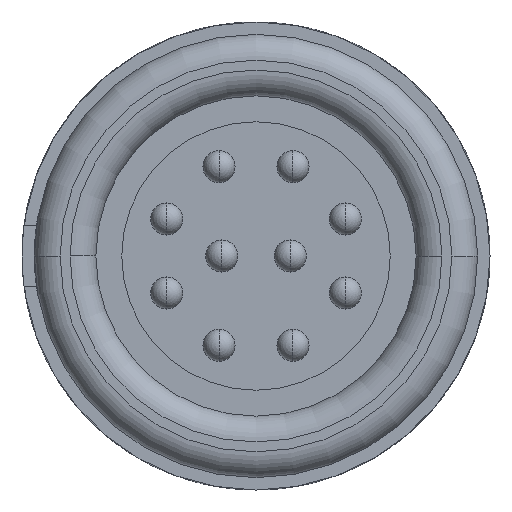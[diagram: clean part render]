
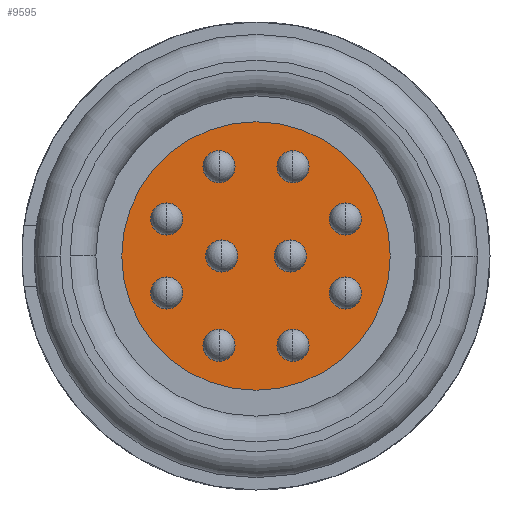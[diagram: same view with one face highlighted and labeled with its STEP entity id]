
A CAD part, left-side view. The second image highlights one B-rep face of the part: STEP entity #9595.
In plain terms, the highlighted planar face has unit normal (-1, 0, 0).
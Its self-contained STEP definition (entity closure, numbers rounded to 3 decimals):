
#2561=CARTESIAN_POINT('',(-2.1,0.,0.));
#2562=DIRECTION('',(-1.,0.,0.));
#2563=DIRECTION('',(0.,1.,0.));
#2564=AXIS2_PLACEMENT_3D('',#2561,#2562,#2563);
#2579=CARTESIAN_POINT('',(-2.1,0.,0.));
#2580=DIRECTION('',(-1.,0.,0.));
#2581=DIRECTION('',(0.,-1.,0.));
#2582=AXIS2_PLACEMENT_3D('',#2579,#2580,#2581);
#4667=CARTESIAN_POINT('',(-2.1,1.502,-3.626));
#4668=DIRECTION('',(-1.,0.,0.));
#4669=DIRECTION('',(0.,0.,1.));
#4670=AXIS2_PLACEMENT_3D('',#4667,#4668,#4669);
#4672=CARTESIAN_POINT('',(-2.1,1.502,-3.626));
#4673=DIRECTION('',(-1.,0.,0.));
#4674=DIRECTION('',(0.,0.,-1.));
#4675=AXIS2_PLACEMENT_3D('',#4672,#4673,#4674);
#4677=CARTESIAN_POINT('',(-2.1,3.626,-1.502));
#4678=DIRECTION('',(-1.,0.,0.));
#4679=DIRECTION('',(0.,0.,1.));
#4680=AXIS2_PLACEMENT_3D('',#4677,#4678,#4679);
#4682=CARTESIAN_POINT('',(-2.1,3.626,-1.502));
#4683=DIRECTION('',(-1.,0.,0.));
#4684=DIRECTION('',(0.,0.,-1.));
#4685=AXIS2_PLACEMENT_3D('',#4682,#4683,#4684);
#4687=CARTESIAN_POINT('',(-2.1,-1.502,-3.626));
#4688=DIRECTION('',(-1.,0.,0.));
#4689=DIRECTION('',(0.,0.,1.));
#4690=AXIS2_PLACEMENT_3D('',#4687,#4688,#4689);
#4692=CARTESIAN_POINT('',(-2.1,-1.502,-3.626));
#4693=DIRECTION('',(-1.,0.,0.));
#4694=DIRECTION('',(0.,0.,-1.));
#4695=AXIS2_PLACEMENT_3D('',#4692,#4693,#4694);
#4697=CARTESIAN_POINT('',(-2.1,-3.626,-1.502));
#4698=DIRECTION('',(-1.,0.,0.));
#4699=DIRECTION('',(0.,0.,1.));
#4700=AXIS2_PLACEMENT_3D('',#4697,#4698,#4699);
#4702=CARTESIAN_POINT('',(-2.1,-3.626,-1.502));
#4703=DIRECTION('',(-1.,0.,0.));
#4704=DIRECTION('',(0.,0.,-1.));
#4705=AXIS2_PLACEMENT_3D('',#4702,#4703,#4704);
#4707=CARTESIAN_POINT('',(-2.1,-3.626,1.502));
#4708=DIRECTION('',(-1.,0.,0.));
#4709=DIRECTION('',(0.,0.,1.));
#4710=AXIS2_PLACEMENT_3D('',#4707,#4708,#4709);
#4712=CARTESIAN_POINT('',(-2.1,-3.626,1.502));
#4713=DIRECTION('',(-1.,0.,0.));
#4714=DIRECTION('',(0.,0.,-1.));
#4715=AXIS2_PLACEMENT_3D('',#4712,#4713,#4714);
#4717=CARTESIAN_POINT('',(-2.1,-1.502,3.626));
#4718=DIRECTION('',(-1.,0.,0.));
#4719=DIRECTION('',(0.,0.,1.));
#4720=AXIS2_PLACEMENT_3D('',#4717,#4718,#4719);
#4722=CARTESIAN_POINT('',(-2.1,-1.502,3.626));
#4723=DIRECTION('',(-1.,0.,0.));
#4724=DIRECTION('',(0.,0.,-1.));
#4725=AXIS2_PLACEMENT_3D('',#4722,#4723,#4724);
#4727=CARTESIAN_POINT('',(-2.1,1.502,3.626));
#4728=DIRECTION('',(-1.,0.,0.));
#4729=DIRECTION('',(0.,0.,1.));
#4730=AXIS2_PLACEMENT_3D('',#4727,#4728,#4729);
#4732=CARTESIAN_POINT('',(-2.1,1.502,3.626));
#4733=DIRECTION('',(-1.,0.,0.));
#4734=DIRECTION('',(0.,0.,-1.));
#4735=AXIS2_PLACEMENT_3D('',#4732,#4733,#4734);
#4737=CARTESIAN_POINT('',(-2.1,3.626,1.502));
#4738=DIRECTION('',(-1.,0.,0.));
#4739=DIRECTION('',(0.,0.,1.));
#4740=AXIS2_PLACEMENT_3D('',#4737,#4738,#4739);
#4742=CARTESIAN_POINT('',(-2.1,3.626,1.502));
#4743=DIRECTION('',(-1.,0.,0.));
#4744=DIRECTION('',(0.,0.,-1.));
#4745=AXIS2_PLACEMENT_3D('',#4742,#4743,#4744);
#4747=CARTESIAN_POINT('',(-2.1,1.39,0.));
#4748=DIRECTION('',(-1.,0.,0.));
#4749=DIRECTION('',(0.,0.,1.));
#4750=AXIS2_PLACEMENT_3D('',#4747,#4748,#4749);
#4752=CARTESIAN_POINT('',(-2.1,1.39,0.));
#4753=DIRECTION('',(-1.,0.,0.));
#4754=DIRECTION('',(0.,0.,-1.));
#4755=AXIS2_PLACEMENT_3D('',#4752,#4753,#4754);
#4757=CARTESIAN_POINT('',(-2.1,-1.39,0.));
#4758=DIRECTION('',(-1.,0.,0.));
#4759=DIRECTION('',(0.,0.,1.));
#4760=AXIS2_PLACEMENT_3D('',#4757,#4758,#4759);
#4762=CARTESIAN_POINT('',(-2.1,-1.39,0.));
#4763=DIRECTION('',(-1.,0.,0.));
#4764=DIRECTION('',(0.,0.,-1.));
#4765=AXIS2_PLACEMENT_3D('',#4762,#4763,#4764);
#5995=CARTESIAN_POINT('',(-2.1,1.502,-2.976));
#5996=CARTESIAN_POINT('',(-2.1,1.502,-4.276));
#5997=VERTEX_POINT('',#5995);
#5998=VERTEX_POINT('',#5996);
#5999=CARTESIAN_POINT('',(-2.1,3.626,-0.852));
#6000=CARTESIAN_POINT('',(-2.1,3.626,-2.152));
#6001=VERTEX_POINT('',#5999);
#6002=VERTEX_POINT('',#6000);
#6003=CARTESIAN_POINT('',(-2.1,-1.502,-2.976));
#6004=CARTESIAN_POINT('',(-2.1,-1.502,-4.276));
#6005=VERTEX_POINT('',#6003);
#6006=VERTEX_POINT('',#6004);
#6007=CARTESIAN_POINT('',(-2.1,-3.626,-0.852));
#6008=CARTESIAN_POINT('',(-2.1,-3.626,-2.152));
#6009=VERTEX_POINT('',#6007);
#6010=VERTEX_POINT('',#6008);
#6011=CARTESIAN_POINT('',(-2.1,-3.626,2.152));
#6012=CARTESIAN_POINT('',(-2.1,-3.626,0.852));
#6013=VERTEX_POINT('',#6011);
#6014=VERTEX_POINT('',#6012);
#6015=CARTESIAN_POINT('',(-2.1,-1.502,4.276));
#6016=CARTESIAN_POINT('',(-2.1,-1.502,2.976));
#6017=VERTEX_POINT('',#6015);
#6018=VERTEX_POINT('',#6016);
#6019=CARTESIAN_POINT('',(-2.1,1.502,4.276));
#6020=CARTESIAN_POINT('',(-2.1,1.502,2.976));
#6021=VERTEX_POINT('',#6019);
#6022=VERTEX_POINT('',#6020);
#6023=CARTESIAN_POINT('',(-2.1,3.626,2.152));
#6024=CARTESIAN_POINT('',(-2.1,3.626,0.852));
#6025=VERTEX_POINT('',#6023);
#6026=VERTEX_POINT('',#6024);
#6027=CARTESIAN_POINT('',(-2.1,1.39,0.65));
#6028=CARTESIAN_POINT('',(-2.1,1.39,-0.65));
#6029=VERTEX_POINT('',#6027);
#6030=VERTEX_POINT('',#6028);
#6031=CARTESIAN_POINT('',(-2.1,-1.39,0.65));
#6032=CARTESIAN_POINT('',(-2.1,-1.39,-0.65));
#6033=VERTEX_POINT('',#6031);
#6034=VERTEX_POINT('',#6032);
#6242=CARTESIAN_POINT('',(-2.1,-5.45,0.));
#6243=CARTESIAN_POINT('',(-2.1,5.45,0.));
#6244=VERTEX_POINT('',#6242);
#6245=VERTEX_POINT('',#6243);
#9526=CARTESIAN_POINT('',(-2.1,0.,0.));
#9527=DIRECTION('',(1.,0.,0.));
#9528=DIRECTION('',(0.,0.,-1.));
#9529=AXIS2_PLACEMENT_3D('',#9526,#9527,#9528);
#9530=PLANE('',#9529);
#9531=ORIENTED_EDGE('',*,*,#7221,.F.);
#9532=ORIENTED_EDGE('',*,*,#7192,.F.);
#9533=EDGE_LOOP('',(#9531,#9532));
#9534=FACE_OUTER_BOUND('',#9533,.F.);
#9536=ORIENTED_EDGE('',*,*,#9535,.T.);
#9538=ORIENTED_EDGE('',*,*,#9537,.T.);
#9539=EDGE_LOOP('',(#9536,#9538));
#9540=FACE_BOUND('',#9539,.F.);
#9542=ORIENTED_EDGE('',*,*,#9541,.T.);
#9544=ORIENTED_EDGE('',*,*,#9543,.T.);
#9545=EDGE_LOOP('',(#9542,#9544));
#9546=FACE_BOUND('',#9545,.F.);
#9548=ORIENTED_EDGE('',*,*,#9547,.T.);
#9550=ORIENTED_EDGE('',*,*,#9549,.T.);
#9551=EDGE_LOOP('',(#9548,#9550));
#9552=FACE_BOUND('',#9551,.F.);
#9554=ORIENTED_EDGE('',*,*,#9553,.T.);
#9556=ORIENTED_EDGE('',*,*,#9555,.T.);
#9557=EDGE_LOOP('',(#9554,#9556));
#9558=FACE_BOUND('',#9557,.F.);
#9560=ORIENTED_EDGE('',*,*,#9559,.T.);
#9562=ORIENTED_EDGE('',*,*,#9561,.T.);
#9563=EDGE_LOOP('',(#9560,#9562));
#9564=FACE_BOUND('',#9563,.F.);
#9566=ORIENTED_EDGE('',*,*,#9565,.T.);
#9568=ORIENTED_EDGE('',*,*,#9567,.T.);
#9569=EDGE_LOOP('',(#9566,#9568));
#9570=FACE_BOUND('',#9569,.F.);
#9572=ORIENTED_EDGE('',*,*,#9571,.T.);
#9574=ORIENTED_EDGE('',*,*,#9573,.T.);
#9575=EDGE_LOOP('',(#9572,#9574));
#9576=FACE_BOUND('',#9575,.F.);
#9578=ORIENTED_EDGE('',*,*,#9577,.T.);
#9580=ORIENTED_EDGE('',*,*,#9579,.T.);
#9581=EDGE_LOOP('',(#9578,#9580));
#9582=FACE_BOUND('',#9581,.F.);
#9584=ORIENTED_EDGE('',*,*,#9583,.T.);
#9586=ORIENTED_EDGE('',*,*,#9585,.T.);
#9587=EDGE_LOOP('',(#9584,#9586));
#9588=FACE_BOUND('',#9587,.F.);
#9590=ORIENTED_EDGE('',*,*,#9589,.T.);
#9592=ORIENTED_EDGE('',*,*,#9591,.T.);
#9593=EDGE_LOOP('',(#9590,#9592));
#9594=FACE_BOUND('',#9593,.F.);
#9595=ADVANCED_FACE('',(#9534,#9540,#9546,#9552,#9558,#9564,#9570,#9576,#9582,
#9588,#9594),#9530,.F.);
#2565=CIRCLE('',#2564,5.45);
#2583=CIRCLE('',#2582,5.45);
#4671=CIRCLE('',#4670,0.65);
#4676=CIRCLE('',#4675,0.65);
#4681=CIRCLE('',#4680,0.65);
#4686=CIRCLE('',#4685,0.65);
#4691=CIRCLE('',#4690,0.65);
#4696=CIRCLE('',#4695,0.65);
#4701=CIRCLE('',#4700,0.65);
#4706=CIRCLE('',#4705,0.65);
#4711=CIRCLE('',#4710,0.65);
#4716=CIRCLE('',#4715,0.65);
#4721=CIRCLE('',#4720,0.65);
#4726=CIRCLE('',#4725,0.65);
#4731=CIRCLE('',#4730,0.65);
#4736=CIRCLE('',#4735,0.65);
#4741=CIRCLE('',#4740,0.65);
#4746=CIRCLE('',#4745,0.65);
#4751=CIRCLE('',#4750,0.65);
#4756=CIRCLE('',#4755,0.65);
#4761=CIRCLE('',#4760,0.65);
#4766=CIRCLE('',#4765,0.65);
#7192=EDGE_CURVE('',#6245,#6244,#2565,.T.);
#7221=EDGE_CURVE('',#6244,#6245,#2583,.T.);
#9535=EDGE_CURVE('',#5997,#5998,#4671,.T.);
#9537=EDGE_CURVE('',#5998,#5997,#4676,.T.);
#9541=EDGE_CURVE('',#6001,#6002,#4681,.T.);
#9543=EDGE_CURVE('',#6002,#6001,#4686,.T.);
#9547=EDGE_CURVE('',#6005,#6006,#4691,.T.);
#9549=EDGE_CURVE('',#6006,#6005,#4696,.T.);
#9553=EDGE_CURVE('',#6009,#6010,#4701,.T.);
#9555=EDGE_CURVE('',#6010,#6009,#4706,.T.);
#9559=EDGE_CURVE('',#6013,#6014,#4711,.T.);
#9561=EDGE_CURVE('',#6014,#6013,#4716,.T.);
#9565=EDGE_CURVE('',#6017,#6018,#4721,.T.);
#9567=EDGE_CURVE('',#6018,#6017,#4726,.T.);
#9571=EDGE_CURVE('',#6021,#6022,#4731,.T.);
#9573=EDGE_CURVE('',#6022,#6021,#4736,.T.);
#9577=EDGE_CURVE('',#6025,#6026,#4741,.T.);
#9579=EDGE_CURVE('',#6026,#6025,#4746,.T.);
#9583=EDGE_CURVE('',#6029,#6030,#4751,.T.);
#9585=EDGE_CURVE('',#6030,#6029,#4756,.T.);
#9589=EDGE_CURVE('',#6033,#6034,#4761,.T.);
#9591=EDGE_CURVE('',#6034,#6033,#4766,.T.);
